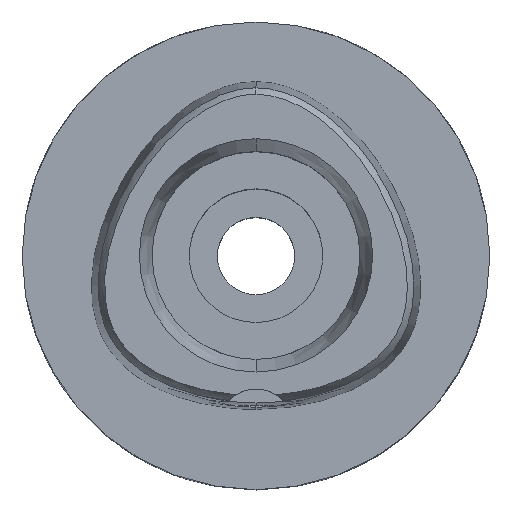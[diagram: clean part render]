
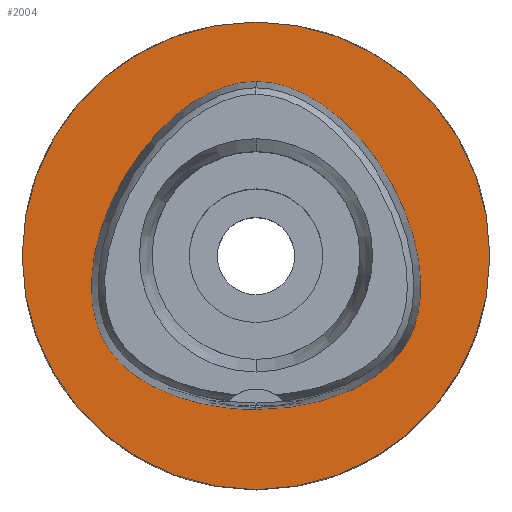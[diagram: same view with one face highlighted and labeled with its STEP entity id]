
A CAD part, top view. The second image highlights one B-rep face of the part: STEP entity #2004.
In plain terms, the highlighted planar face has unit normal (0, 0, 1).
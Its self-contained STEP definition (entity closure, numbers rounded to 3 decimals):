
#17 = CARTESIAN_POINT ( 'NONE',  ( 16.959, -15.678, 0. ) ) ;
#65 = CARTESIAN_POINT ( 'NONE',  ( -14.673, -17.214, 0. ) ) ;
#113 = CARTESIAN_POINT ( 'NONE',  ( 18.068, 10.432, 0. ) ) ;
#134 = CARTESIAN_POINT ( 'NONE',  ( 20.749, 4.657, 0. ) ) ;
#186 = DIRECTION ( 'NONE',  ( 0., -1., 0. ) ) ;
#206 = CARTESIAN_POINT ( 'NONE',  ( 0., 0., 0. ) ) ;
#244 = CIRCLE ( 'NONE', #4156, 31.5 ) ;
#292 = EDGE_CURVE ( 'NONE', #4772, #1871, #2471, .T. ) ;
#374 = CARTESIAN_POINT ( 'NONE',  ( 2.114, -20.675, 0. ) ) ;
#406 = CARTESIAN_POINT ( 'NONE',  ( 0., -31.5, 0. ) ) ;
#425 = CARTESIAN_POINT ( 'NONE',  ( 19.649, -12.825, 0. ) ) ;
#430 = CARTESIAN_POINT ( 'NONE',  ( -5.098, 22.526, 0. ) ) ;
#810 = CARTESIAN_POINT ( 'NONE',  ( 18.568, -14.169, 0. ) ) ;
#896 = CARTESIAN_POINT ( 'NONE',  ( -16.959, -15.678, 0. ) ) ;
#918 = CARTESIAN_POINT ( 'NONE',  ( -14.408, 15.641, 0. ) ) ;
#934 = CARTESIAN_POINT ( 'NONE',  ( 21.978, -0.281, 0. ) ) ;
#1032 = EDGE_LOOP ( 'NONE', ( #2600, #2773 ) ) ;
#1087 = EDGE_CURVE ( 'NONE', #1871, #4772, #244, .T. ) ;
#1291 = CARTESIAN_POINT ( 'NONE',  ( -20.749, 4.657, 0. ) ) ;
#1328 = CARTESIAN_POINT ( 'NONE',  ( 14.408, 15.641, 0. ) ) ;
#1631 = CARTESIAN_POINT ( 'NONE',  ( -18.068, 10.432, 0. ) ) ;
#1648 = CARTESIAN_POINT ( 'NONE',  ( 0.855, 23.475, 0. ) ) ;
#1672 = AXIS2_PLACEMENT_3D ( 'NONE', #2501, #4004, #3973 ) ;
#1674 = CARTESIAN_POINT ( 'NONE',  ( 0., 0., 0. ) ) ;
#1871 = VERTEX_POINT ( 'NONE', #3854 ) ;
#1894 = CARTESIAN_POINT ( 'NONE',  ( 6.341, -20.298, 0. ) ) ;
#1940 = CARTESIAN_POINT ( 'NONE',  ( 11.233, -18.893, 0. ) ) ;
#1942 = EDGE_CURVE ( 'NONE', #3834, #2133, #2175, .T. ) ;
#1973 = CARTESIAN_POINT ( 'NONE',  ( -10.746, 19.174, 0. ) ) ;
#1994 = CARTESIAN_POINT ( 'NONE',  ( 22.245, -4.1, 0. ) ) ;
#2004 = ADVANCED_FACE ( 'NONE', ( #3817, #3874 ), #2827, .F. ) ;
#2025 = CARTESIAN_POINT ( 'NONE',  ( -0.855, 23.475, 0. ) ) ;
#2042 = CARTESIAN_POINT ( 'NONE',  ( 0., 23.475, 0. ) ) ;
#2133 = VERTEX_POINT ( 'NONE', #2585 ) ;
#2175 = B_SPLINE_CURVE_WITH_KNOTS ( 'NONE', 3,
 ( #3722, #374, #1894, #1940, #3369, #17, #810, #425, #2425, #3492, #3111, #3471, #1994, #934, #134, #113, #1328, #2474, #2448, #3849, #4570, #1648, #2042 ),
 .UNSPECIFIED., .F., .F.,
 ( 4, 1, 1, 1, 1, 1, 1, 1, 1, 1, 1, 1, 1, 1, 1, 1, 1, 1, 1, 1, 4 ),
 ( 0., 0.083, 0.167, 0.208, 0.25, 0.292, 0.313, 0.333, 0.354, 0.375, 0.417, 0.458, 0.5, 0.583, 0.667, 0.75, 0.833, 0.875, 0.917, 0.958, 1. ),
 .UNSPECIFIED. ) ;
#2411 = CARTESIAN_POINT ( 'NONE',  ( -6.341, -20.298, 0. ) ) ;
#2425 = CARTESIAN_POINT ( 'NONE',  ( 20.35, -11.749, 0. ) ) ;
#2432 = CARTESIAN_POINT ( 'NONE',  ( -11.233, -18.893, 0. ) ) ;
#2448 = CARTESIAN_POINT ( 'NONE',  ( 7.571, 21.315, 0. ) ) ;
#2471 = CIRCLE ( 'NONE', #1672, 31.5 ) ;
#2474 = CARTESIAN_POINT ( 'NONE',  ( 10.746, 19.174, 0. ) ) ;
#2501 = CARTESIAN_POINT ( 'NONE',  ( 0., 0., 0. ) ) ;
#2585 = CARTESIAN_POINT ( 'NONE',  ( 0., 23.475, 0. ) ) ;
#2600 = ORIENTED_EDGE ( 'NONE', *, *, #3718, .F. ) ;
#2763 = CARTESIAN_POINT ( 'NONE',  ( -20.932, -10.604, 0. ) ) ;
#2773 = ORIENTED_EDGE ( 'NONE', *, *, #1942, .F. ) ;
#2789 = CARTESIAN_POINT ( 'NONE',  ( -19.649, -12.825, 0. ) ) ;
#2827 = PLANE ( 'NONE',  #4081 ) ;
#3045 = CARTESIAN_POINT ( 'NONE',  ( -20.35, -11.749, 0. ) ) ;
#3111 = CARTESIAN_POINT ( 'NONE',  ( 21.555, -8.996, 0. ) ) ;
#3116 = CARTESIAN_POINT ( 'NONE',  ( -22.057, -6.848, 0. ) ) ;
#3139 = CARTESIAN_POINT ( 'NONE',  ( -2.565, 23.293, 0. ) ) ;
#3208 = B_SPLINE_CURVE_WITH_KNOTS ( 'NONE', 3,
 ( #3799, #2025, #3139, #430, #4204, #1973, #918, #1631, #1291, #3449, #4628, #3116, #3778, #2763, #3045, #2789, #4230, #896, #65, #2432, #2411, #4254, #4575 ),
 .UNSPECIFIED., .F., .F.,
 ( 4, 1, 1, 1, 1, 1, 1, 1, 1, 1, 1, 1, 1, 1, 1, 1, 1, 1, 1, 1, 4 ),
 ( 0., 0.042, 0.083, 0.125, 0.167, 0.25, 0.333, 0.417, 0.5, 0.542, 0.583, 0.625, 0.646, 0.667, 0.688, 0.708, 0.75, 0.792, 0.833, 0.917, 1. ),
 .UNSPECIFIED. ) ;
#3234 = DIRECTION ( 'NONE',  ( 0., 0., -1. ) ) ;
#3369 = CARTESIAN_POINT ( 'NONE',  ( 14.673, -17.214, 0. ) ) ;
#3449 = CARTESIAN_POINT ( 'NONE',  ( -21.978, -0.281, 0. ) ) ;
#3471 = CARTESIAN_POINT ( 'NONE',  ( 22.057, -6.848, 0. ) ) ;
#3492 = CARTESIAN_POINT ( 'NONE',  ( 20.932, -10.604, 0. ) ) ;
#3718 = EDGE_CURVE ( 'NONE', #2133, #3834, #3208, .T. ) ;
#3722 = CARTESIAN_POINT ( 'NONE',  ( 0., -20.675, 0. ) ) ;
#3778 = CARTESIAN_POINT ( 'NONE',  ( -21.555, -8.996, 0. ) ) ;
#3799 = CARTESIAN_POINT ( 'NONE',  ( 0., 23.475, 0. ) ) ;
#3817 = FACE_OUTER_BOUND ( 'NONE', #4203, .T. ) ;
#3834 = VERTEX_POINT ( 'NONE', #4299 ) ;
#3849 = CARTESIAN_POINT ( 'NONE',  ( 5.098, 22.526, 0. ) ) ;
#3854 = CARTESIAN_POINT ( 'NONE',  ( 0., 31.5, 0. ) ) ;
#3874 = FACE_BOUND ( 'NONE', #1032, .T. ) ;
#3973 = DIRECTION ( 'NONE',  ( 0., -1., 0. ) ) ;
#4004 = DIRECTION ( 'NONE',  ( 0., 0., -1. ) ) ;
#4081 = AXIS2_PLACEMENT_3D ( 'NONE', #1674, #4595, #186 ) ;
#4156 = AXIS2_PLACEMENT_3D ( 'NONE', #206, #3234, #4671 ) ;
#4203 = EDGE_LOOP ( 'NONE', ( #4223, #4808 ) ) ;
#4204 = CARTESIAN_POINT ( 'NONE',  ( -7.571, 21.315, 0. ) ) ;
#4223 = ORIENTED_EDGE ( 'NONE', *, *, #1087, .F. ) ;
#4230 = CARTESIAN_POINT ( 'NONE',  ( -18.568, -14.169, 0. ) ) ;
#4254 = CARTESIAN_POINT ( 'NONE',  ( -2.114, -20.675, 0. ) ) ;
#4299 = CARTESIAN_POINT ( 'NONE',  ( 0., -20.675, 0. ) ) ;
#4570 = CARTESIAN_POINT ( 'NONE',  ( 2.565, 23.293, 0. ) ) ;
#4575 = CARTESIAN_POINT ( 'NONE',  ( 0., -20.675, 0. ) ) ;
#4595 = DIRECTION ( 'NONE',  ( 0., 0., -1. ) ) ;
#4628 = CARTESIAN_POINT ( 'NONE',  ( -22.245, -4.1, 0. ) ) ;
#4671 = DIRECTION ( 'NONE',  ( 0., 1., 0. ) ) ;
#4772 = VERTEX_POINT ( 'NONE', #406 ) ;
#4808 = ORIENTED_EDGE ( 'NONE', *, *, #292, .F. ) ;
